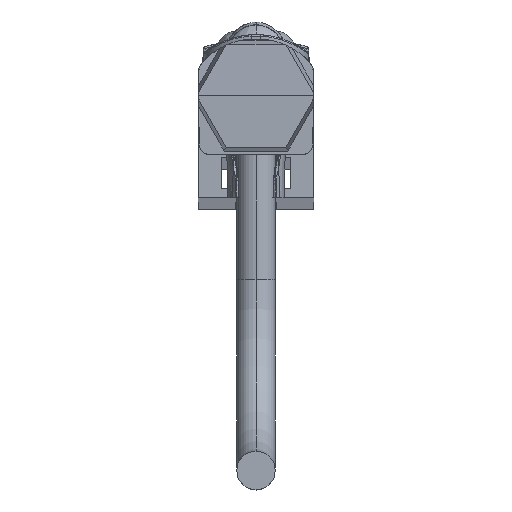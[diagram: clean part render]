
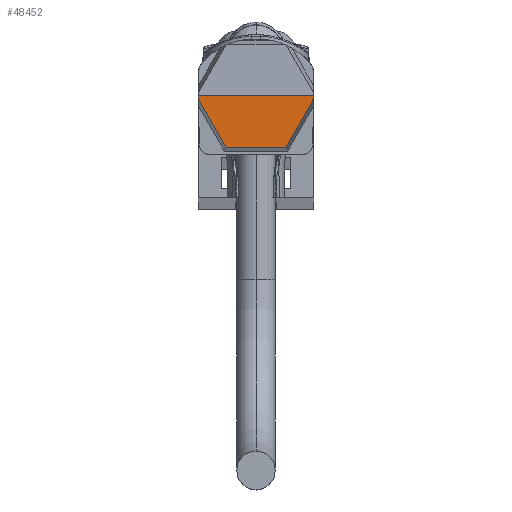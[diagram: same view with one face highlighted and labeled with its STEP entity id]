
A CAD part, top view. The second image highlights one B-rep face of the part: STEP entity #48452.
In plain terms, the highlighted planar face has unit normal (0, -0.018, 1).
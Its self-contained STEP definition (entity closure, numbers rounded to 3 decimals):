
#19167=DIRECTION('',(1.,0.,0.));
#19168=VECTOR('',#19167,12.);
#19169=CARTESIAN_POINT('',(-6.,2.35,358.25));
#19170=LINE('',#19169,#19168);
#19188=DIRECTION('',(0.017,-1.,-0.017));
#19189=VECTOR('',#19188,0.323);
#19190=CARTESIAN_POINT('',(-6.,2.35,358.25));
#19191=LINE('',#19190,#19189);
#19192=DIRECTION('',(-0.017,-1.,-0.017));
#19193=VECTOR('',#19192,0.323);
#19194=CARTESIAN_POINT('',(6.,2.35,358.25));
#19195=LINE('',#19194,#19193);
#19196=DIRECTION('',(0.497,0.868,0.015));
#19197=VECTOR('',#19196,5.82);
#19198=CARTESIAN_POINT('',(3.101,-3.021,
358.156));
#19199=LINE('',#19198,#19197);
#19200=DIRECTION('',(1.,0.,0.));
#19201=VECTOR('',#19200,6.202);
#19202=CARTESIAN_POINT('',(-3.101,-3.021,
358.156));
#19203=LINE('',#19202,#19201);
#19204=DIRECTION('',(0.497,-0.868,-0.015));
#19205=VECTOR('',#19204,5.819);
#19206=CARTESIAN_POINT('',(-5.994,2.027,
358.244));
#19207=LINE('',#19206,#19205);
#22712=CARTESIAN_POINT('',(-6.,2.35,358.25));
#22713=VERTEX_POINT('',#22712);
#22714=CARTESIAN_POINT('',(6.,2.35,358.25));
#22715=VERTEX_POINT('',#22714);
#22721=CARTESIAN_POINT('',(5.994,2.027,358.244));
#22723=VERTEX_POINT('',#22721);
#22737=CARTESIAN_POINT('',(-5.994,2.027,
358.244));
#22739=VERTEX_POINT('',#22737);
#22744=CARTESIAN_POINT('',(-3.101,-3.021,
358.156));
#22745=CARTESIAN_POINT('',(3.101,-3.021,
358.156));
#22746=VERTEX_POINT('',#22744);
#22747=VERTEX_POINT('',#22745);
#48434=CARTESIAN_POINT('',(-6.64,2.35,358.25));
#48435=DIRECTION('',(0.,-0.017,1.));
#48436=DIRECTION('',(1.,0.,0.));
#48437=AXIS2_PLACEMENT_3D('',#48434,#48435,#48436);
#48438=PLANE('',#48437);
#48440=ORIENTED_EDGE('',*,*,#48439,.F.);
#48441=ORIENTED_EDGE('',*,*,#48421,.T.);
#48443=ORIENTED_EDGE('',*,*,#48442,.T.);
#48445=ORIENTED_EDGE('',*,*,#48444,.F.);
#48447=ORIENTED_EDGE('',*,*,#48446,.F.);
#48449=ORIENTED_EDGE('',*,*,#48448,.F.);
#48450=EDGE_LOOP('',(#48440,#48441,#48443,#48445,#48447,#48449));
#48451=FACE_OUTER_BOUND('',#48450,.F.);
#48452=ADVANCED_FACE('',(#48451),#48438,.T.);
#48421=EDGE_CURVE('',#22713,#22715,#19170,.T.);
#48439=EDGE_CURVE('',#22713,#22739,#19191,.T.);
#48442=EDGE_CURVE('',#22715,#22723,#19195,.T.);
#48444=EDGE_CURVE('',#22747,#22723,#19199,.T.);
#48446=EDGE_CURVE('',#22746,#22747,#19203,.T.);
#48448=EDGE_CURVE('',#22739,#22746,#19207,.T.);
